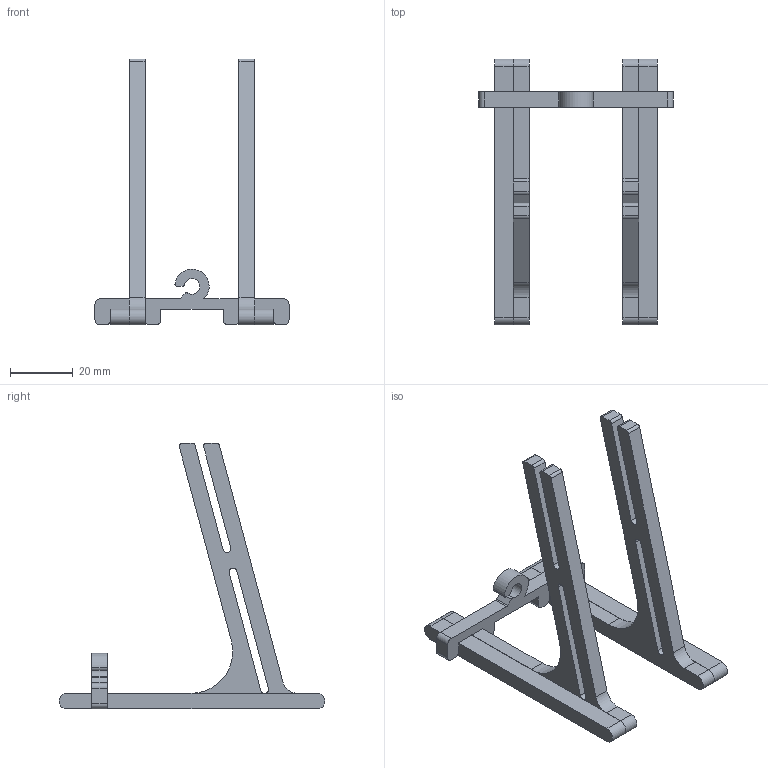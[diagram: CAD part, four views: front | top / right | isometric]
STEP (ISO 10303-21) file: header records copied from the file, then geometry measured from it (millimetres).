
FILE_DESCRIPTION(/* description */ (''),/* implementation_level */ '2;1');
FILE_NAME(/* name */ 'LCA Badge Stand v3.1.step',/* time_stamp */ '2021-01-23T11:30:09+10:00',/* author */ (''),/* organization */ (''),/* preprocessor_version */ 'ST-DEVELOPER v18.1',/* originating_system */ 'Autodesk Translation Framework v9.7.0.1280',/* authorisation */ '');
FILE_SCHEMA (('AUTOMOTIVE_DESIGN { 1 0 10303 214 3 1 1 }'));
Length unit declared in the file: millimetre
Products named in the file (4): LCA_Badge_Stand; LeftArm (original); RightArm; USBCableHolder
Assembly tree (3 placements, depth 2):
  LCA_Badge_Stand
    LeftArm (original)
    RightArm
    USBCableHolder
Bounding box: 62 x 85 x 85 mm (x, y, z)
Volume: 20166.1 mm3; surface area: 15668 mm2
Topology: 5 solids, 5 shells, 97 faces, 261 edges, 174 vertices
Faces by surface type: plane 55, cylinder 42
Entity records: 3182 total; most frequent: DIRECTION 553, CARTESIAN_POINT 539, ORIENTED_EDGE 522, EDGE_CURVE 261, AXIS2_PLACEMENT_3D 188, LINE 177, VECTOR 177, VERTEX_POINT 174
